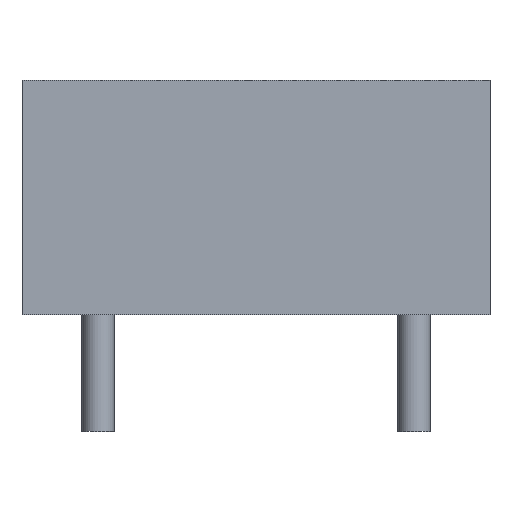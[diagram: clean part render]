
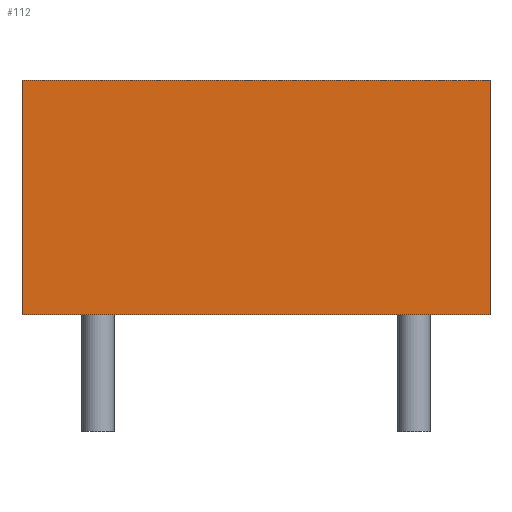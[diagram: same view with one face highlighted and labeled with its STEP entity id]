
A CAD part, front view. The second image highlights one B-rep face of the part: STEP entity #112.
In plain terms, the highlighted planar face has unit normal (0, -1, 0).
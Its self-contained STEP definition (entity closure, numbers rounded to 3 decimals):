
#112=ADVANCED_FACE('',(#1396),#1398,.T.);
#1396=FACE_BOUND('',#1397,.T.);
#1397=EDGE_LOOP('',(#2382,#2383,#2384,#2385));
#1398=PLANE('',#1399);
#1399=AXIS2_PLACEMENT_3D('',#1400,#1401,#1402);
#1400=CARTESIAN_POINT('',(-8.,-8.,0.));
#1401=DIRECTION('',(0.,-1.,0.));
#1402=DIRECTION('',(1.,0.,0.));
#2382=ORIENTED_EDGE('',*,*,#3143,.T.);
#2383=ORIENTED_EDGE('',*,*,#3158,.T.);
#2384=ORIENTED_EDGE('',*,*,#3159,.F.);
#2385=ORIENTED_EDGE('',*,*,#3160,.F.);
#3143=EDGE_CURVE('',#3536,#3533,#3537,.T.);
#3158=EDGE_CURVE('',#3533,#3563,#3565,.T.);
#3159=EDGE_CURVE('',#3566,#3563,#3567,.T.);
#3160=EDGE_CURVE('',#3536,#3566,#3568,.T.);
#3533=VERTEX_POINT('',#4188);
#3536=VERTEX_POINT('',#4193);
#3537=LINE('',#4194,#4195);
#3563=VERTEX_POINT('',#4257);
#3565=LINE('',#4261,#4262);
#3566=VERTEX_POINT('',#4264);
#3567=LINE('',#4265,#4266);
#3568=LINE('',#4268,#4269);
#4188=CARTESIAN_POINT('',(8.,-8.,0.));
#4193=CARTESIAN_POINT('',(-8.,-8.,0.));
#4194=CARTESIAN_POINT('',(-8.,-8.,0.));
#4195=VECTOR('',#4196,1.);
#4196=DIRECTION('',(1.,0.,0.));
#4257=CARTESIAN_POINT('',(8.,-8.,8.));
#4261=CARTESIAN_POINT('',(8.,-8.,0.));
#4262=VECTOR('',#4263,1.);
#4263=DIRECTION('',(0.,0.,1.));
#4264=CARTESIAN_POINT('',(-8.,-8.,8.));
#4265=CARTESIAN_POINT('',(-8.,-8.,8.));
#4266=VECTOR('',#4267,1.);
#4267=DIRECTION('',(1.,0.,0.));
#4268=CARTESIAN_POINT('',(-8.,-8.,0.));
#4269=VECTOR('',#4270,1.);
#4270=DIRECTION('',(0.,0.,1.));
